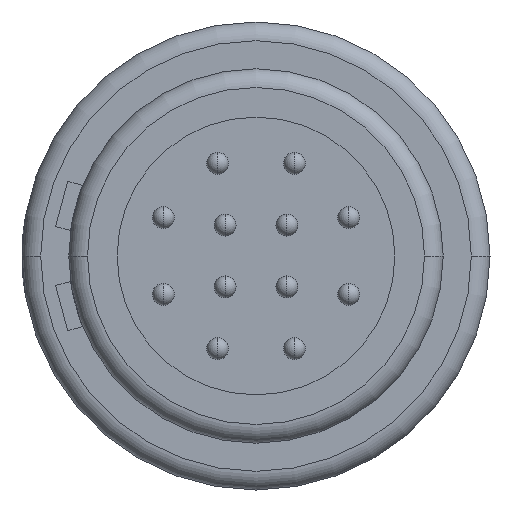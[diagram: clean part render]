
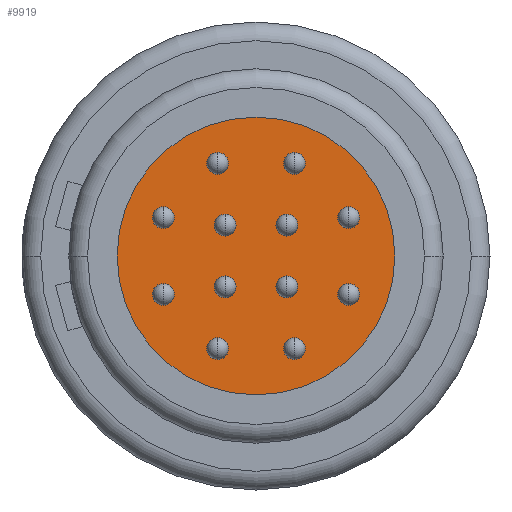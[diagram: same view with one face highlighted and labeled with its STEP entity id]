
A CAD part, left-side view. The second image highlights one B-rep face of the part: STEP entity #9919.
In plain terms, the highlighted planar face has unit normal (-1, 0, 0).
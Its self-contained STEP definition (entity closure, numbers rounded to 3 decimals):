
#3230=CARTESIAN_POINT('',(-2.5,2.97,-1.23));
#3231=DIRECTION('',(-1.,0.,0.));
#3232=DIRECTION('',(0.,0.,-1.));
#3233=AXIS2_PLACEMENT_3D('',#3230,#3231,#3232);
#3238=CARTESIAN_POINT('',(-2.5,2.97,-1.23));
#3239=DIRECTION('',(-1.,0.,0.));
#3240=DIRECTION('',(0.,0.,1.));
#3241=AXIS2_PLACEMENT_3D('',#3238,#3239,#3240);
#3246=CARTESIAN_POINT('',(-2.5,1.23,-2.97));
#3247=DIRECTION('',(-1.,0.,0.));
#3248=DIRECTION('',(0.,0.,1.));
#3249=AXIS2_PLACEMENT_3D('',#3246,#3247,#3248);
#3254=CARTESIAN_POINT('',(-2.5,1.23,-2.97));
#3255=DIRECTION('',(-1.,0.,0.));
#3256=DIRECTION('',(0.,0.,-1.));
#3257=AXIS2_PLACEMENT_3D('',#3254,#3255,#3256);
#3262=CARTESIAN_POINT('',(-2.5,-1.23,-2.97));
#3263=DIRECTION('',(-1.,0.,0.));
#3264=DIRECTION('',(0.,0.,1.));
#3265=AXIS2_PLACEMENT_3D('',#3262,#3263,#3264);
#3270=CARTESIAN_POINT('',(-2.5,-1.23,-2.97));
#3271=DIRECTION('',(-1.,0.,0.));
#3272=DIRECTION('',(0.,0.,-1.));
#3273=AXIS2_PLACEMENT_3D('',#3270,#3271,#3272);
#3278=CARTESIAN_POINT('',(-2.5,-2.97,-1.23));
#3279=DIRECTION('',(-1.,0.,0.));
#3280=DIRECTION('',(0.,0.,1.));
#3281=AXIS2_PLACEMENT_3D('',#3278,#3279,#3280);
#3286=CARTESIAN_POINT('',(-2.5,-2.97,-1.23));
#3287=DIRECTION('',(-1.,0.,0.));
#3288=DIRECTION('',(0.,0.,-1.));
#3289=AXIS2_PLACEMENT_3D('',#3286,#3287,#3288);
#3294=CARTESIAN_POINT('',(-2.5,2.97,1.23));
#3295=DIRECTION('',(-1.,0.,0.));
#3296=DIRECTION('',(0.,0.,-1.));
#3297=AXIS2_PLACEMENT_3D('',#3294,#3295,#3296);
#3302=CARTESIAN_POINT('',(-2.5,2.97,1.23));
#3303=DIRECTION('',(-1.,0.,0.));
#3304=DIRECTION('',(0.,0.,1.));
#3305=AXIS2_PLACEMENT_3D('',#3302,#3303,#3304);
#3310=CARTESIAN_POINT('',(-2.5,-2.97,1.23));
#3311=DIRECTION('',(-1.,0.,0.));
#3312=DIRECTION('',(0.,0.,1.));
#3313=AXIS2_PLACEMENT_3D('',#3310,#3311,#3312);
#3318=CARTESIAN_POINT('',(-2.5,-2.97,1.23));
#3319=DIRECTION('',(-1.,0.,0.));
#3320=DIRECTION('',(0.,0.,-1.));
#3321=AXIS2_PLACEMENT_3D('',#3318,#3319,#3320);
#3326=CARTESIAN_POINT('',(-2.5,-1.23,2.97));
#3327=DIRECTION('',(-1.,0.,0.));
#3328=DIRECTION('',(0.,0.,1.));
#3329=AXIS2_PLACEMENT_3D('',#3326,#3327,#3328);
#3334=CARTESIAN_POINT('',(-2.5,-1.23,2.97));
#3335=DIRECTION('',(-1.,0.,0.));
#3336=DIRECTION('',(0.,0.,-1.));
#3337=AXIS2_PLACEMENT_3D('',#3334,#3335,#3336);
#3342=CARTESIAN_POINT('',(-2.5,1.23,2.97));
#3343=DIRECTION('',(-1.,0.,0.));
#3344=DIRECTION('',(0.,0.,1.));
#3345=AXIS2_PLACEMENT_3D('',#3342,#3343,#3344);
#3350=CARTESIAN_POINT('',(-2.5,1.23,2.97));
#3351=DIRECTION('',(-1.,0.,0.));
#3352=DIRECTION('',(0.,0.,-1.));
#3353=AXIS2_PLACEMENT_3D('',#3350,#3351,#3352);
#3358=CARTESIAN_POINT('',(-2.5,0.99,0.99));
#3359=DIRECTION('',(-1.,0.,0.));
#3360=DIRECTION('',(0.,0.,1.));
#3361=AXIS2_PLACEMENT_3D('',#3358,#3359,#3360);
#3366=CARTESIAN_POINT('',(-2.5,0.99,0.99));
#3367=DIRECTION('',(-1.,0.,0.));
#3368=DIRECTION('',(0.,0.,-1.));
#3369=AXIS2_PLACEMENT_3D('',#3366,#3367,#3368);
#3374=CARTESIAN_POINT('',(-2.5,0.99,-0.99));
#3375=DIRECTION('',(-1.,0.,0.));
#3376=DIRECTION('',(0.,0.,1.));
#3377=AXIS2_PLACEMENT_3D('',#3374,#3375,#3376);
#3382=CARTESIAN_POINT('',(-2.5,0.99,-0.99));
#3383=DIRECTION('',(-1.,0.,0.));
#3384=DIRECTION('',(0.,0.,-1.));
#3385=AXIS2_PLACEMENT_3D('',#3382,#3383,#3384);
#3390=CARTESIAN_POINT('',(-2.5,-0.99,-0.99));
#3391=DIRECTION('',(-1.,0.,0.));
#3392=DIRECTION('',(0.,0.,1.));
#3393=AXIS2_PLACEMENT_3D('',#3390,#3391,#3392);
#3398=CARTESIAN_POINT('',(-2.5,-0.99,-0.99));
#3399=DIRECTION('',(-1.,0.,0.));
#3400=DIRECTION('',(0.,0.,-1.));
#3401=AXIS2_PLACEMENT_3D('',#3398,#3399,#3400);
#3406=CARTESIAN_POINT('',(-2.5,-0.99,0.99));
#3407=DIRECTION('',(-1.,0.,0.));
#3408=DIRECTION('',(0.,0.,1.));
#3409=AXIS2_PLACEMENT_3D('',#3406,#3407,#3408);
#3414=CARTESIAN_POINT('',(-2.5,-0.99,0.99));
#3415=DIRECTION('',(-1.,0.,0.));
#3416=DIRECTION('',(0.,0.,-1.));
#3417=AXIS2_PLACEMENT_3D('',#3414,#3415,#3416);
#3422=CARTESIAN_POINT('',(-2.5,0.,0.));
#3423=DIRECTION('',(1.,0.,0.));
#3424=DIRECTION('',(0.,1.,0.));
#3425=AXIS2_PLACEMENT_3D('',#3422,#3423,#3424);
#3430=CARTESIAN_POINT('',(-2.5,0.,0.));
#3431=DIRECTION('',(1.,0.,0.));
#3432=DIRECTION('',(0.,-1.,0.));
#3433=AXIS2_PLACEMENT_3D('',#3430,#3431,#3432);
#5472=CARTESIAN_POINT('',(-2.5,2.97,-1.58));
#5473=CARTESIAN_POINT('',(-2.5,2.97,-0.88));
#5474=VERTEX_POINT('',#5472);
#5475=VERTEX_POINT('',#5473);
#5476=CARTESIAN_POINT('',(-2.5,1.23,-2.62));
#5477=CARTESIAN_POINT('',(-2.5,1.23,-3.32));
#5478=VERTEX_POINT('',#5476);
#5479=VERTEX_POINT('',#5477);
#5480=CARTESIAN_POINT('',(-2.5,-1.23,-2.62));
#5481=CARTESIAN_POINT('',(-2.5,-1.23,-3.32));
#5482=VERTEX_POINT('',#5480);
#5483=VERTEX_POINT('',#5481);
#5484=CARTESIAN_POINT('',(-2.5,-2.97,-0.88));
#5485=CARTESIAN_POINT('',(-2.5,-2.97,-1.58));
#5486=VERTEX_POINT('',#5484);
#5487=VERTEX_POINT('',#5485);
#5488=CARTESIAN_POINT('',(-2.5,2.97,0.88));
#5489=CARTESIAN_POINT('',(-2.5,2.97,1.58));
#5490=VERTEX_POINT('',#5488);
#5491=VERTEX_POINT('',#5489);
#5492=CARTESIAN_POINT('',(-2.5,-2.97,1.58));
#5493=CARTESIAN_POINT('',(-2.5,-2.97,0.88));
#5494=VERTEX_POINT('',#5492);
#5495=VERTEX_POINT('',#5493);
#5496=CARTESIAN_POINT('',(-2.5,-1.23,3.32));
#5497=CARTESIAN_POINT('',(-2.5,-1.23,2.62));
#5498=VERTEX_POINT('',#5496);
#5499=VERTEX_POINT('',#5497);
#5500=CARTESIAN_POINT('',(-2.5,1.23,3.32));
#5501=CARTESIAN_POINT('',(-2.5,1.23,2.62));
#5502=VERTEX_POINT('',#5500);
#5503=VERTEX_POINT('',#5501);
#5504=CARTESIAN_POINT('',(-2.5,0.99,1.34));
#5505=CARTESIAN_POINT('',(-2.5,0.99,0.64));
#5506=VERTEX_POINT('',#5504);
#5507=VERTEX_POINT('',#5505);
#5508=CARTESIAN_POINT('',(-2.5,0.99,-0.64));
#5509=CARTESIAN_POINT('',(-2.5,0.99,-1.34));
#5510=VERTEX_POINT('',#5508);
#5511=VERTEX_POINT('',#5509);
#5512=CARTESIAN_POINT('',(-2.5,-0.99,-0.64));
#5513=CARTESIAN_POINT('',(-2.5,-0.99,-1.34));
#5514=VERTEX_POINT('',#5512);
#5515=VERTEX_POINT('',#5513);
#5516=CARTESIAN_POINT('',(-2.5,-0.99,1.34));
#5517=CARTESIAN_POINT('',(-2.5,-0.99,0.64));
#5518=VERTEX_POINT('',#5516);
#5519=VERTEX_POINT('',#5517);
#5600=CARTESIAN_POINT('',(-2.5,4.45,0.));
#5601=VERTEX_POINT('',#5600);
#5606=CARTESIAN_POINT('',(-2.5,-4.45,0.));
#5607=VERTEX_POINT('',#5606);
#9838=CARTESIAN_POINT('',(-2.5,0.,0.));
#9839=DIRECTION('',(1.,0.,0.));
#9840=DIRECTION('',(0.,0.,-1.));
#9841=AXIS2_PLACEMENT_3D('',#9838,#9839,#9840);
#9842=PLANE('',#9841);
#9843=ORIENTED_EDGE('',*,*,#9763,.T.);
#9844=ORIENTED_EDGE('',*,*,#9803,.T.);
#9845=EDGE_LOOP('',(#9843,#9844));
#9846=FACE_OUTER_BOUND('',#9845,.F.);
#9848=ORIENTED_EDGE('',*,*,#9847,.T.);
#9850=ORIENTED_EDGE('',*,*,#9849,.T.);
#9851=EDGE_LOOP('',(#9848,#9850));
#9852=FACE_BOUND('',#9851,.F.);
#9854=ORIENTED_EDGE('',*,*,#9853,.T.);
#9856=ORIENTED_EDGE('',*,*,#9855,.T.);
#9857=EDGE_LOOP('',(#9854,#9856));
#9858=FACE_BOUND('',#9857,.F.);
#9860=ORIENTED_EDGE('',*,*,#9859,.T.);
#9862=ORIENTED_EDGE('',*,*,#9861,.T.);
#9863=EDGE_LOOP('',(#9860,#9862));
#9864=FACE_BOUND('',#9863,.F.);
#9866=ORIENTED_EDGE('',*,*,#9865,.T.);
#9868=ORIENTED_EDGE('',*,*,#9867,.T.);
#9869=EDGE_LOOP('',(#9866,#9868));
#9870=FACE_BOUND('',#9869,.F.);
#9872=ORIENTED_EDGE('',*,*,#9871,.T.);
#9874=ORIENTED_EDGE('',*,*,#9873,.T.);
#9875=EDGE_LOOP('',(#9872,#9874));
#9876=FACE_BOUND('',#9875,.F.);
#9878=ORIENTED_EDGE('',*,*,#9877,.T.);
#9880=ORIENTED_EDGE('',*,*,#9879,.T.);
#9881=EDGE_LOOP('',(#9878,#9880));
#9882=FACE_BOUND('',#9881,.F.);
#9884=ORIENTED_EDGE('',*,*,#9883,.T.);
#9886=ORIENTED_EDGE('',*,*,#9885,.T.);
#9887=EDGE_LOOP('',(#9884,#9886));
#9888=FACE_BOUND('',#9887,.F.);
#9890=ORIENTED_EDGE('',*,*,#9889,.T.);
#9892=ORIENTED_EDGE('',*,*,#9891,.T.);
#9893=EDGE_LOOP('',(#9890,#9892));
#9894=FACE_BOUND('',#9893,.F.);
#9896=ORIENTED_EDGE('',*,*,#9895,.T.);
#9898=ORIENTED_EDGE('',*,*,#9897,.T.);
#9899=EDGE_LOOP('',(#9896,#9898));
#9900=FACE_BOUND('',#9899,.F.);
#9902=ORIENTED_EDGE('',*,*,#9901,.T.);
#9904=ORIENTED_EDGE('',*,*,#9903,.T.);
#9905=EDGE_LOOP('',(#9902,#9904));
#9906=FACE_BOUND('',#9905,.F.);
#9908=ORIENTED_EDGE('',*,*,#9907,.T.);
#9910=ORIENTED_EDGE('',*,*,#9909,.T.);
#9911=EDGE_LOOP('',(#9908,#9910));
#9912=FACE_BOUND('',#9911,.F.);
#9914=ORIENTED_EDGE('',*,*,#9913,.T.);
#9916=ORIENTED_EDGE('',*,*,#9915,.T.);
#9917=EDGE_LOOP('',(#9914,#9916));
#9918=FACE_BOUND('',#9917,.F.);
#3234=CIRCLE('',#3233,0.35);
#3242=CIRCLE('',#3241,0.35);
#3250=CIRCLE('',#3249,0.35);
#3258=CIRCLE('',#3257,0.35);
#3266=CIRCLE('',#3265,0.35);
#3274=CIRCLE('',#3273,0.35);
#3282=CIRCLE('',#3281,0.35);
#3290=CIRCLE('',#3289,0.35);
#3298=CIRCLE('',#3297,0.35);
#3306=CIRCLE('',#3305,0.35);
#3314=CIRCLE('',#3313,0.35);
#3322=CIRCLE('',#3321,0.35);
#3330=CIRCLE('',#3329,0.35);
#3338=CIRCLE('',#3337,0.35);
#3346=CIRCLE('',#3345,0.35);
#3354=CIRCLE('',#3353,0.35);
#3362=CIRCLE('',#3361,0.35);
#3370=CIRCLE('',#3369,0.35);
#3378=CIRCLE('',#3377,0.35);
#3386=CIRCLE('',#3385,0.35);
#3394=CIRCLE('',#3393,0.35);
#3402=CIRCLE('',#3401,0.35);
#3410=CIRCLE('',#3409,0.35);
#3418=CIRCLE('',#3417,0.35);
#3426=CIRCLE('',#3425,4.45);
#3434=CIRCLE('',#3433,4.45);
#9763=EDGE_CURVE('',#5601,#5607,#3426,.T.);
#9803=EDGE_CURVE('',#5607,#5601,#3434,.T.);
#9847=EDGE_CURVE('',#5478,#5479,#3250,.T.);
#9849=EDGE_CURVE('',#5479,#5478,#3258,.T.);
#9853=EDGE_CURVE('',#5482,#5483,#3266,.T.);
#9855=EDGE_CURVE('',#5483,#5482,#3274,.T.);
#9859=EDGE_CURVE('',#5486,#5487,#3282,.T.);
#9861=EDGE_CURVE('',#5487,#5486,#3290,.T.);
#9865=EDGE_CURVE('',#5490,#5491,#3298,.T.);
#9867=EDGE_CURVE('',#5491,#5490,#3306,.T.);
#9871=EDGE_CURVE('',#5494,#5495,#3314,.T.);
#9873=EDGE_CURVE('',#5495,#5494,#3322,.T.);
#9877=EDGE_CURVE('',#5498,#5499,#3330,.T.);
#9879=EDGE_CURVE('',#5499,#5498,#3338,.T.);
#9883=EDGE_CURVE('',#5502,#5503,#3346,.T.);
#9885=EDGE_CURVE('',#5503,#5502,#3354,.T.);
#9889=EDGE_CURVE('',#5506,#5507,#3362,.T.);
#9891=EDGE_CURVE('',#5507,#5506,#3370,.T.);
#9895=EDGE_CURVE('',#5510,#5511,#3378,.T.);
#9897=EDGE_CURVE('',#5511,#5510,#3386,.T.);
#9901=EDGE_CURVE('',#5514,#5515,#3394,.T.);
#9903=EDGE_CURVE('',#5515,#5514,#3402,.T.);
#9907=EDGE_CURVE('',#5518,#5519,#3410,.T.);
#9909=EDGE_CURVE('',#5519,#5518,#3418,.T.);
#9913=EDGE_CURVE('',#5474,#5475,#3234,.T.);
#9915=EDGE_CURVE('',#5475,#5474,#3242,.T.);
#9919=ADVANCED_FACE('',(#9846,#9852,#9858,#9864,#9870,#9876,#9882,#9888,#9894,
#9900,#9906,#9912,#9918),#9842,.F.);
